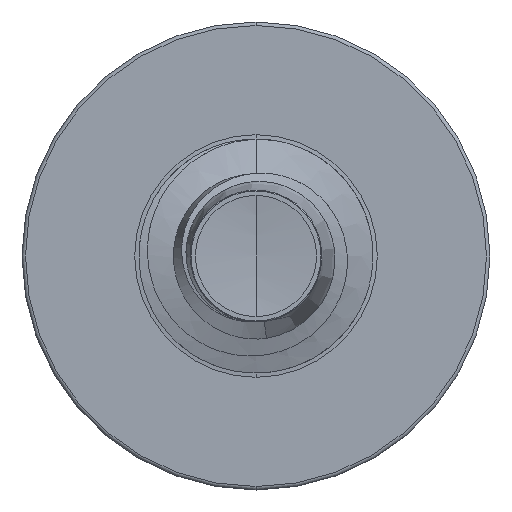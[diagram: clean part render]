
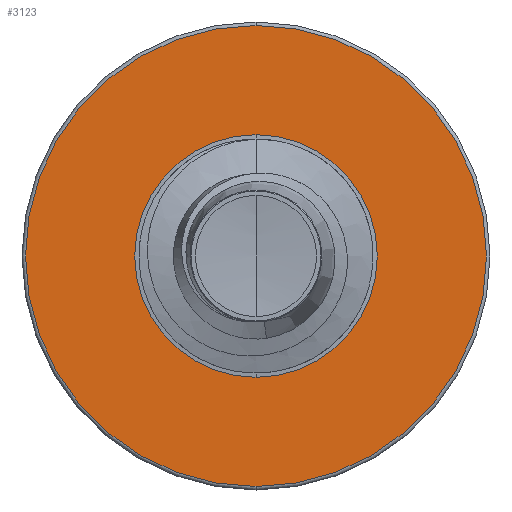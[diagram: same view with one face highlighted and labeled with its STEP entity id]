
A CAD part, front view. The second image highlights one B-rep face of the part: STEP entity #3123.
In plain terms, the highlighted planar face has unit normal (0, -1, 0).
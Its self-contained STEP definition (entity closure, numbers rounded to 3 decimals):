
#35 = PLANE ( 'NONE',  #5464 ) ;
#46 = VERTEX_POINT ( 'NONE', #1889 ) ;
#155 = CARTESIAN_POINT ( 'NONE',  ( 0., 3., 0. ) ) ;
#312 = EDGE_LOOP ( 'NONE', ( #758, #3114 ) ) ;
#350 = ORIENTED_EDGE ( 'NONE', *, *, #627, .F. ) ;
#412 = DIRECTION ( 'NONE',  ( 0., 1., 0. ) ) ;
#470 = CARTESIAN_POINT ( 'NONE',  ( 0., 3., 0. ) ) ;
#627 = EDGE_CURVE ( 'NONE', #1260, #46, #7434, .T. ) ;
#642 = ORIENTED_EDGE ( 'NONE', *, *, #646, .F. ) ;
#646 = EDGE_CURVE ( 'NONE', #46, #1260, #5171, .T. ) ;
#739 = CARTESIAN_POINT ( 'NONE',  ( 0., 3., -1.296 ) ) ;
#758 = ORIENTED_EDGE ( 'NONE', *, *, #6323, .T. ) ;
#820 = EDGE_CURVE ( 'NONE', #1166, #1286, #3630, .T. ) ;
#890 = CARTESIAN_POINT ( 'NONE',  ( 0., 3., 0. ) ) ;
#1166 = VERTEX_POINT ( 'NONE', #3668 ) ;
#1260 = VERTEX_POINT ( 'NONE', #3389 ) ;
#1286 = VERTEX_POINT ( 'NONE', #3220 ) ;
#1869 = DIRECTION ( 'NONE',  ( 0., 0., 1. ) ) ;
#1889 = CARTESIAN_POINT ( 'NONE',  ( 0., 3., -2.462 ) ) ;
#2333 = CIRCLE ( 'NONE', #2620, 1.296 ) ;
#2420 = EDGE_LOOP ( 'NONE', ( #350, #642 ) ) ;
#2620 = AXIS2_PLACEMENT_3D ( 'NONE', #7045, #3285, #7654 ) ;
#3114 = ORIENTED_EDGE ( 'NONE', *, *, #820, .T. ) ;
#3123 = ADVANCED_FACE ( 'NONE', ( #6959, #3622 ), #35, .F. ) ;
#3205 = DIRECTION ( 'NONE',  ( 0., 1., 0. ) ) ;
#3220 = CARTESIAN_POINT ( 'NONE',  ( 0., 3., 1.296 ) ) ;
#3285 = DIRECTION ( 'NONE',  ( 0., 1., 0. ) ) ;
#3367 = AXIS2_PLACEMENT_3D ( 'NONE', #155, #3205, #3751 ) ;
#3389 = CARTESIAN_POINT ( 'NONE',  ( 0., 3., 2.463 ) ) ;
#3622 = FACE_BOUND ( 'NONE', #312, .T. ) ;
#3630 = CIRCLE ( 'NONE', #5511, 1.296 ) ;
#3668 = CARTESIAN_POINT ( 'NONE',  ( 0., 3., -1.296 ) ) ;
#3751 = DIRECTION ( 'NONE',  ( 0., 0., 1. ) ) ;
#3799 = AXIS2_PLACEMENT_3D ( 'NONE', #470, #412, #1869 ) ;
#4217 = DIRECTION ( 'NONE',  ( 0., 1., 0. ) ) ;
#5171 = CIRCLE ( 'NONE', #3799, 2.462 ) ;
#5464 = AXIS2_PLACEMENT_3D ( 'NONE', #739, #6649, #6094 ) ;
#5511 = AXIS2_PLACEMENT_3D ( 'NONE', #890, #4217, #7465 ) ;
#6094 = DIRECTION ( 'NONE',  ( 0., 0., 1. ) ) ;
#6323 = EDGE_CURVE ( 'NONE', #1286, #1166, #2333, .T. ) ;
#6649 = DIRECTION ( 'NONE',  ( 0., 1., 0. ) ) ;
#6959 = FACE_OUTER_BOUND ( 'NONE', #2420, .T. ) ;
#7045 = CARTESIAN_POINT ( 'NONE',  ( 0., 3., 0. ) ) ;
#7434 = CIRCLE ( 'NONE', #3367, 2.462 ) ;
#7465 = DIRECTION ( 'NONE',  ( 0., 0., 1. ) ) ;
#7654 = DIRECTION ( 'NONE',  ( 0., 0., 1. ) ) ;
